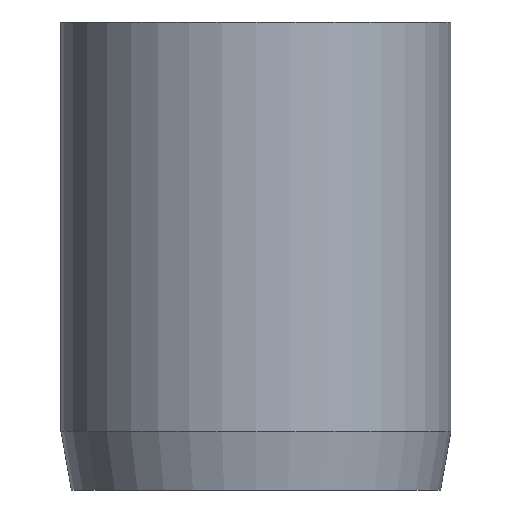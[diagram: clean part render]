
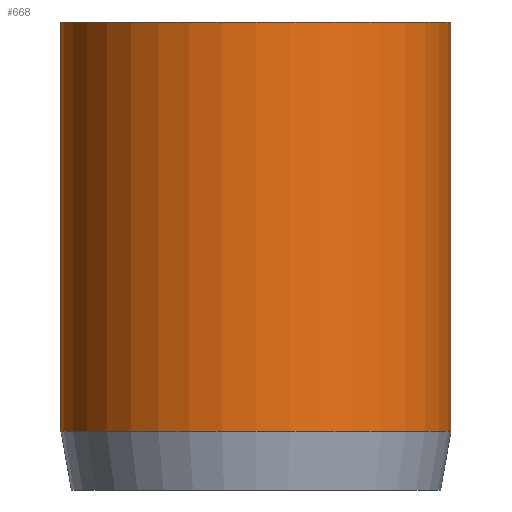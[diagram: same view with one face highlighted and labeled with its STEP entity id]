
A CAD part, front view. The second image highlights one B-rep face of the part: STEP entity #668.
In plain terms, the highlighted cylindrical face has radius 5 mm (diameter 10 mm), a partial arc.
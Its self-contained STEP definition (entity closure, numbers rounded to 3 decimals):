
#18 = DIRECTION ( 'NONE',  ( 0., 0., -1. ) ) ;
#21 = VECTOR ( 'NONE', #369, 1000. ) ;
#38 = CARTESIAN_POINT ( 'NONE',  ( 5., 0., 12. ) ) ;
#49 = ORIENTED_EDGE ( 'NONE', *, *, #885, .F. ) ;
#144 = ORIENTED_EDGE ( 'NONE', *, *, #958, .T. ) ;
#196 = DIRECTION ( 'NONE',  ( -1., 0., 0. ) ) ;
#254 = AXIS2_PLACEMENT_3D ( 'NONE', #825, #284, #915 ) ;
#279 = CARTESIAN_POINT ( 'NONE',  ( 0., 0., 12. ) ) ;
#280 = CARTESIAN_POINT ( 'NONE',  ( -5., 0., 12. ) ) ;
#284 = DIRECTION ( 'NONE',  ( 0., 0., 1. ) ) ;
#292 = DIRECTION ( 'NONE',  ( 0., 0., 1. ) ) ;
#303 = LINE ( 'NONE', #280, #21 ) ;
#369 = DIRECTION ( 'NONE',  ( 0., 0., -1. ) ) ;
#383 = DIRECTION ( 'NONE',  ( 0., 0., -1. ) ) ;
#413 = FACE_OUTER_BOUND ( 'NONE', #713, .T. ) ;
#430 = CIRCLE ( 'NONE', #560, 5. ) ;
#488 = VECTOR ( 'NONE', #18, 1000. ) ;
#510 = ORIENTED_EDGE ( 'NONE', *, *, #929, .F. ) ;
#542 = LINE ( 'NONE', #636, #488 ) ;
#560 = AXIS2_PLACEMENT_3D ( 'NONE', #835, #292, #924 ) ;
#636 = CARTESIAN_POINT ( 'NONE',  ( 5., 0., 12. ) ) ;
#642 = AXIS2_PLACEMENT_3D ( 'NONE', #279, #383, #196 ) ;
#668 = ADVANCED_FACE ( 'NONE', ( #413 ), #1117, .T. ) ;
#675 = VERTEX_POINT ( 'NONE', #38 ) ;
#713 = EDGE_LOOP ( 'NONE', ( #49, #510, #1121, #144 ) ) ;
#802 = VERTEX_POINT ( 'NONE', #986 ) ;
#825 = CARTESIAN_POINT ( 'NONE',  ( 0., 0., 12. ) ) ;
#835 = CARTESIAN_POINT ( 'NONE',  ( 0., 0., 1.5 ) ) ;
#875 = CARTESIAN_POINT ( 'NONE',  ( -5., 0., 12. ) ) ;
#885 = EDGE_CURVE ( 'NONE', #675, #1050, #542, .T. ) ;
#892 = EDGE_CURVE ( 'NONE', #1088, #802, #303, .T. ) ;
#915 = DIRECTION ( 'NONE',  ( 1., 0., 0. ) ) ;
#924 = DIRECTION ( 'NONE',  ( 1., 0., 0. ) ) ;
#929 = EDGE_CURVE ( 'NONE', #1088, #675, #932, .T. ) ;
#932 = CIRCLE ( 'NONE', #254, 5. ) ;
#958 = EDGE_CURVE ( 'NONE', #802, #1050, #430, .T. ) ;
#970 = CARTESIAN_POINT ( 'NONE',  ( 5., 0., 1.5 ) ) ;
#986 = CARTESIAN_POINT ( 'NONE',  ( -5., 0., 1.5 ) ) ;
#1050 = VERTEX_POINT ( 'NONE', #970 ) ;
#1088 = VERTEX_POINT ( 'NONE', #875 ) ;
#1117 = CYLINDRICAL_SURFACE ( 'NONE', #642, 5. ) ;
#1121 = ORIENTED_EDGE ( 'NONE', *, *, #892, .T. ) ;
